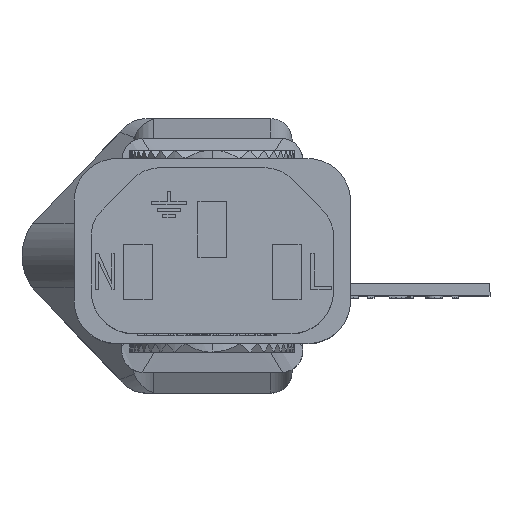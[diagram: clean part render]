
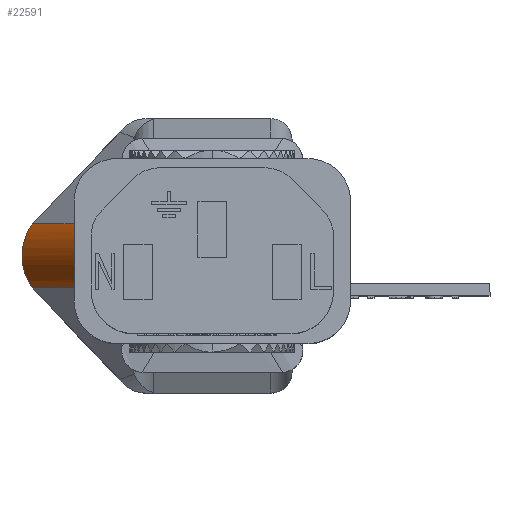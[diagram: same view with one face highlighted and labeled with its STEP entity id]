
A CAD part, top view. The second image highlights one B-rep face of the part: STEP entity #22591.
In plain terms, the highlighted cylindrical face has radius 5 mm (diameter 10 mm), a partial arc.
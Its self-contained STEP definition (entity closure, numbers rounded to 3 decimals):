
#300 = EDGE_CURVE ( 'NONE', #46955, #11642, #51445, .T. ) ;
#606 = AXIS2_PLACEMENT_3D ( 'NONE', #13701, #35352, #4993 ) ;
#651 = CARTESIAN_POINT ( 'NONE',  ( 8.17, 3.014, -3.129 ) ) ;
#754 = CARTESIAN_POINT ( 'NONE',  ( 13.03, 1.907, -0.183 ) ) ;
#945 = CARTESIAN_POINT ( 'NONE',  ( 13.03, -1.908, -0.183 ) ) ;
#2192 = CARTESIAN_POINT ( 'NONE',  ( 0.059, 3.014, -9.388 ) ) ;
#3363 = B_SPLINE_CURVE_WITH_KNOTS ( 'NONE', 3,
 ( #30740, #43991, #754, #31119, #5095, #35457, #9466, #39825, #13805, #44175, #18185, #48520, #22578, #52890, #26921, #945, #31295, #5282 ),
 .UNSPECIFIED., .F., .F.,
 ( 4, 2, 2, 2, 2, 2, 2, 2, 4 ),
 ( 0., 0.001, 0.001, 0.002, 0.002, 0.003, 0.004, 0.004, 0.005 ),
 .UNSPECIFIED. ) ;
#4456 = VERTEX_POINT ( 'NONE', #41819 ) ;
#4482 = EDGE_LOOP ( 'NONE', ( #12463, #10310, #45665, #46302, #7004, #11568, #10343 ) ) ;
#4993 = DIRECTION ( 'NONE',  ( -0.611, 0., 0.792 ) ) ;
#5095 = CARTESIAN_POINT ( 'NONE',  ( 13.135, 1.351, -0.345 ) ) ;
#5282 = CARTESIAN_POINT ( 'NONE',  ( 13., -2.255, 0. ) ) ;
#5635 = CARTESIAN_POINT ( 'NONE',  ( 0.059, -3.014, -9.388 ) ) ;
#6014 = VERTEX_POINT ( 'NONE', #33559 ) ;
#6108 = VECTOR ( 'NONE', #13970, 1000. ) ;
#7004 = ORIENTED_EDGE ( 'NONE', *, *, #300, .F. ) ;
#9466 = CARTESIAN_POINT ( 'NONE',  ( 13.236, 0.778, -0.425 ) ) ;
#9642 = CARTESIAN_POINT ( 'NONE',  ( 0.059, -3.014, -9.388 ) ) ;
#10310 = ORIENTED_EDGE ( 'NONE', *, *, #32376, .T. ) ;
#10343 = ORIENTED_EDGE ( 'NONE', *, *, #26738, .T. ) ;
#11568 = ORIENTED_EDGE ( 'NONE', *, *, #54961, .F. ) ;
#11642 = VERTEX_POINT ( 'NONE', #5635 ) ;
#11778 =( BOUNDED_CURVE ( )  B_SPLINE_CURVE ( 3, ( #16596, #51088, #51274, #25339 ),
 .UNSPECIFIED., .F., .F. ) 
 B_SPLINE_CURVE_WITH_KNOTS ( ( 4, 4 ),
 ( 3.61, 3.789 ),
 .UNSPECIFIED. ) 
 CURVE ( )  GEOMETRIC_REPRESENTATION_ITEM ( )  RATIONAL_B_SPLINE_CURVE ( ( 1., 0.997, 0.997, 1. ) ) 
 REPRESENTATION_ITEM ( '' )  );
#11935 = CARTESIAN_POINT ( 'NONE',  ( 0.059, 3.014, -9.388 ) ) ;
#12463 = ORIENTED_EDGE ( 'NONE', *, *, #35505, .T. ) ;
#13510 = CARTESIAN_POINT ( 'NONE',  ( 4.114, 3.014, -6.259 ) ) ;
#13701 = CARTESIAN_POINT ( 'NONE',  ( 10.532, 0., 3.732 ) ) ;
#13805 = CARTESIAN_POINT ( 'NONE',  ( 13.291, 0.194, -0.454 ) ) ;
#13970 = DIRECTION ( 'NONE',  ( 0.792, 0., 0.611 ) ) ;
#14335 = VERTEX_POINT ( 'NONE', #42630 ) ;
#15609 = VERTEX_POINT ( 'NONE', #38048 ) ;
#16596 = CARTESIAN_POINT ( 'NONE',  ( 13., -2.255, 0. ) ) ;
#16990 = CYLINDRICAL_SURFACE ( 'NONE', #606, 5. ) ;
#17659 = LINE ( 'NONE', #9642, #6108 ) ;
#17713 = CARTESIAN_POINT ( 'NONE',  ( 0.404, 0., -10.399 ) ) ;
#18185 = CARTESIAN_POINT ( 'NONE',  ( 13.279, -0.39, -0.449 ) ) ;
#19733 = FACE_OUTER_BOUND ( 'NONE', #4482, .T. ) ;
#19980 =( BOUNDED_CURVE ( )  B_SPLINE_CURVE ( 3, ( #2192, #23797, #54328, #28369 ),
 .UNSPECIFIED., .F., .T. ) 
 B_SPLINE_CURVE_WITH_KNOTS ( ( 4, 4 ),
 ( 5.636, 6.283 ),
 .UNSPECIFIED. ) 
 CURVE ( )  GEOMETRIC_REPRESENTATION_ITEM ( )  RATIONAL_B_SPLINE_CURVE ( ( 1., 0.965, 0.965, 1. ) ) 
 REPRESENTATION_ITEM ( '' )  );
#22116 = CARTESIAN_POINT ( 'NONE',  ( 0.059, -3.014, -9.388 ) ) ;
#22578 = CARTESIAN_POINT ( 'NONE',  ( 13.204, -0.972, -0.406 ) ) ;
#22591 = ADVANCED_FACE ( 'NONE', ( #19733 ), #16990, .T. ) ;
#23797 = CARTESIAN_POINT ( 'NONE',  ( 0.285, 2.138, -10.05 ) ) ;
#24171 = CARTESIAN_POINT ( 'NONE',  ( 12.779, 2.522, 0. ) ) ;
#24354 = B_SPLINE_CURVE_WITH_KNOTS ( 'NONE', 3,
 ( #30823, #13510, #651, #31009 ),
 .UNSPECIFIED., .F., .F.,
 ( 4, 4 ),
 ( 0., 1. ),
 .UNSPECIFIED. ) ;
#25339 = CARTESIAN_POINT ( 'NONE',  ( 12.225, -3.014, 0. ) ) ;
#26738 = EDGE_CURVE ( 'NONE', #32226, #4456, #24354, .T. ) ;
#26921 = CARTESIAN_POINT ( 'NONE',  ( 13.096, -1.539, -0.303 ) ) ;
#27094 =( BOUNDED_CURVE ( )  B_SPLINE_CURVE ( 3, ( #45771, #50099, #24171, #54499 ),
 .UNSPECIFIED., .F., .F. ) 
 B_SPLINE_CURVE_WITH_KNOTS ( ( 4, 4 ),
 ( 2.494, 2.674 ),
 .UNSPECIFIED. ) 
 CURVE ( )  GEOMETRIC_REPRESENTATION_ITEM ( )  RATIONAL_B_SPLINE_CURVE ( ( 1., 0.997, 0.997, 1. ) ) 
 REPRESENTATION_ITEM ( '' )  );
#28137 = EDGE_CURVE ( 'NONE', #14335, #15609, #11778, .T. ) ;
#28369 = CARTESIAN_POINT ( 'NONE',  ( 0.404, 0., -10.399 ) ) ;
#30436 = CARTESIAN_POINT ( 'NONE',  ( 0.404, 0., -10.399 ) ) ;
#30740 = CARTESIAN_POINT ( 'NONE',  ( 13., 2.255, 0. ) ) ;
#30823 = CARTESIAN_POINT ( 'NONE',  ( 0.059, 3.014, -9.388 ) ) ;
#31009 = CARTESIAN_POINT ( 'NONE',  ( 12.225, 3.014, 0. ) ) ;
#31119 = CARTESIAN_POINT ( 'NONE',  ( 13.097, 1.538, -0.303 ) ) ;
#31295 = CARTESIAN_POINT ( 'NONE',  ( 13., -2.088, -0.107 ) ) ;
#32226 = VERTEX_POINT ( 'NONE', #11935 ) ;
#32376 = EDGE_CURVE ( 'NONE', #6014, #14335, #3363, .T. ) ;
#33559 = CARTESIAN_POINT ( 'NONE',  ( 13., 2.255, 0. ) ) ;
#35352 = DIRECTION ( 'NONE',  ( -0.792, 0., -0.611 ) ) ;
#35457 = CARTESIAN_POINT ( 'NONE',  ( 13.204, 0.971, -0.406 ) ) ;
#35505 = EDGE_CURVE ( 'NONE', #4456, #6014, #27094, .T. ) ;
#38048 = CARTESIAN_POINT ( 'NONE',  ( 12.225, -3.014, 0. ) ) ;
#39825 = CARTESIAN_POINT ( 'NONE',  ( 13.279, 0.388, -0.449 ) ) ;
#41819 = CARTESIAN_POINT ( 'NONE',  ( 12.225, 3.014, 0. ) ) ;
#42630 = CARTESIAN_POINT ( 'NONE',  ( 13., -2.255, 0. ) ) ;
#43709 = CARTESIAN_POINT ( 'NONE',  ( 0.404, -1.098, -10.399 ) ) ;
#43991 = CARTESIAN_POINT ( 'NONE',  ( 13., 2.088, -0.107 ) ) ;
#44175 = CARTESIAN_POINT ( 'NONE',  ( 13.291, -0.195, -0.454 ) ) ;
#45011 = EDGE_CURVE ( 'NONE', #11642, #15609, #17659, .T. ) ;
#45665 = ORIENTED_EDGE ( 'NONE', *, *, #28137, .T. ) ;
#45771 = CARTESIAN_POINT ( 'NONE',  ( 12.225, 3.014, 0. ) ) ;
#46302 = ORIENTED_EDGE ( 'NONE', *, *, #45011, .F. ) ;
#46955 = VERTEX_POINT ( 'NONE', #30436 ) ;
#48050 = CARTESIAN_POINT ( 'NONE',  ( 0.285, -2.138, -10.05 ) ) ;
#48520 = CARTESIAN_POINT ( 'NONE',  ( 13.236, -0.778, -0.425 ) ) ;
#50099 = CARTESIAN_POINT ( 'NONE',  ( 12.52, 2.776, 0. ) ) ;
#51088 = CARTESIAN_POINT ( 'NONE',  ( 12.779, -2.522, 0. ) ) ;
#51274 = CARTESIAN_POINT ( 'NONE',  ( 12.52, -2.776, 0. ) ) ;
#51445 =( BOUNDED_CURVE ( )  B_SPLINE_CURVE ( 3, ( #17713, #43709, #48050, #22116 ),
 .UNSPECIFIED., .F., .F. ) 
 B_SPLINE_CURVE_WITH_KNOTS ( ( 4, 4 ),
 ( 0., 0.647 ),
 .UNSPECIFIED. ) 
 CURVE ( )  GEOMETRIC_REPRESENTATION_ITEM ( )  RATIONAL_B_SPLINE_CURVE ( ( 1., 0.965, 0.965, 1. ) ) 
 REPRESENTATION_ITEM ( '' )  );
#52890 = CARTESIAN_POINT ( 'NONE',  ( 13.135, -1.352, -0.345 ) ) ;
#54328 = CARTESIAN_POINT ( 'NONE',  ( 0.404, 1.098, -10.399 ) ) ;
#54499 = CARTESIAN_POINT ( 'NONE',  ( 13., 2.255, 0. ) ) ;
#54961 = EDGE_CURVE ( 'NONE', #32226, #46955, #19980, .T. ) ;
